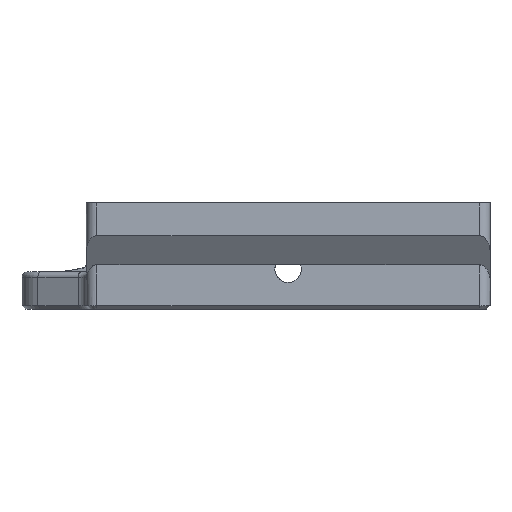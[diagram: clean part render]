
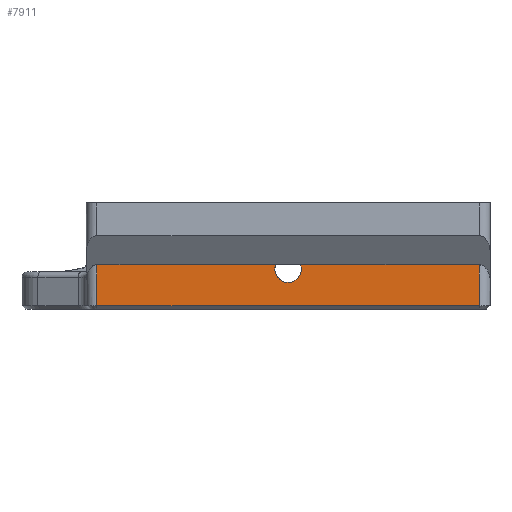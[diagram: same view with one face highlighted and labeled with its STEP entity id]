
A CAD part, front view. The second image highlights one B-rep face of the part: STEP entity #7911.
In plain terms, the highlighted planar face has unit normal (0, -1, 0).
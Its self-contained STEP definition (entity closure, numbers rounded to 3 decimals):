
#365=CIRCLE('',#8382,1.5);
#367=CIRCLE('',#8384,1.5);
#1009=FACE_OUTER_BOUND('',#1464,.T.);
#1464=EDGE_LOOP('',(#6753,#6754,#6755,#6756,#6757,#6758,#6759));
#1971=LINE('',#13095,#2737);
#2094=LINE('',#13494,#2860);
#2225=LINE('',#13808,#2991);
#2226=LINE('',#13809,#2992);
#2227=LINE('',#13810,#2993);
#2737=VECTOR('',#10134,1000.);
#2860=VECTOR('',#10527,1000.);
#2991=VECTOR('',#10846,1000.);
#2992=VECTOR('',#10847,1000.);
#2993=VECTOR('',#10848,1000.);
#3475=VERTEX_POINT('',#12680);
#3476=VERTEX_POINT('',#12682);
#3477=VERTEX_POINT('',#12684);
#3587=VERTEX_POINT('',#13091);
#3589=VERTEX_POINT('',#13094);
#3670=VERTEX_POINT('',#13334);
#3721=VERTEX_POINT('',#13492);
#4360=EDGE_CURVE('',#3475,#3476,#365,.T.);
#4362=EDGE_CURVE('',#3477,#3475,#367,.T.);
#4515=EDGE_CURVE('',#3587,#3589,#1971,.T.);
#4710=EDGE_CURVE('',#3721,#3670,#2094,.T.);
#4870=EDGE_CURVE('',#3589,#3477,#2225,.T.);
#4871=EDGE_CURVE('',#3670,#3587,#2226,.T.);
#4872=EDGE_CURVE('',#3476,#3721,#2227,.T.);
#6753=ORIENTED_EDGE('',*,*,#4362,.F.);
#6754=ORIENTED_EDGE('',*,*,#4870,.F.);
#6755=ORIENTED_EDGE('',*,*,#4515,.F.);
#6756=ORIENTED_EDGE('',*,*,#4871,.F.);
#6757=ORIENTED_EDGE('',*,*,#4710,.F.);
#6758=ORIENTED_EDGE('',*,*,#4872,.F.);
#6759=ORIENTED_EDGE('',*,*,#4360,.F.);
#7469=PLANE('',#8716);
#7911=ADVANCED_FACE('',(#1009),#7469,.T.);
#8382=AXIS2_PLACEMENT_3D('',#12683,#9841,#9842);
#8384=AXIS2_PLACEMENT_3D('',#12686,#9845,#9846);
#8716=AXIS2_PLACEMENT_3D('',#13807,#10844,#10845);
#9841=DIRECTION('center_axis',(0.,-1.,0.));
#9842=DIRECTION('ref_axis',(1.,0.,0.));
#9845=DIRECTION('center_axis',(0.,-1.,0.));
#9846=DIRECTION('ref_axis',(1.,0.,0.));
#10134=DIRECTION('',(0.,0.,1.));
#10527=DIRECTION('',(0.,0.,-1.));
#10844=DIRECTION('center_axis',(0.,-1.,0.));
#10845=DIRECTION('ref_axis',(0.,0.,-1.));
#10846=DIRECTION('',(1.,0.,0.));
#10847=DIRECTION('',(-1.,0.,0.));
#10848=DIRECTION('',(1.,0.,0.));
#12680=CARTESIAN_POINT('',(92.011,-112.191,264.362));
#12682=CARTESIAN_POINT('',(94.925,-112.191,264.862));
#12683=CARTESIAN_POINT('Origin',(93.511,-112.191,264.362));
#12684=CARTESIAN_POINT('',(92.097,-112.191,264.862));
#12686=CARTESIAN_POINT('Origin',(93.511,-112.191,264.362));
#13091=CARTESIAN_POINT('',(71.9,-112.191,260.262));
#13094=CARTESIAN_POINT('',(71.9,-112.191,264.862));
#13095=CARTESIAN_POINT('',(71.9,-112.191,264.412));
#13334=CARTESIAN_POINT('',(115.122,-112.191,260.262));
#13492=CARTESIAN_POINT('',(115.122,-112.191,264.862));
#13494=CARTESIAN_POINT('',(115.122,-112.191,265.362));
#13807=CARTESIAN_POINT('Origin',(70.7,-112.191,264.862));
#13808=CARTESIAN_POINT('',(70.7,-112.191,264.862));
#13809=CARTESIAN_POINT('',(70.7,-112.191,260.262));
#13810=CARTESIAN_POINT('',(70.7,-112.191,264.862));
